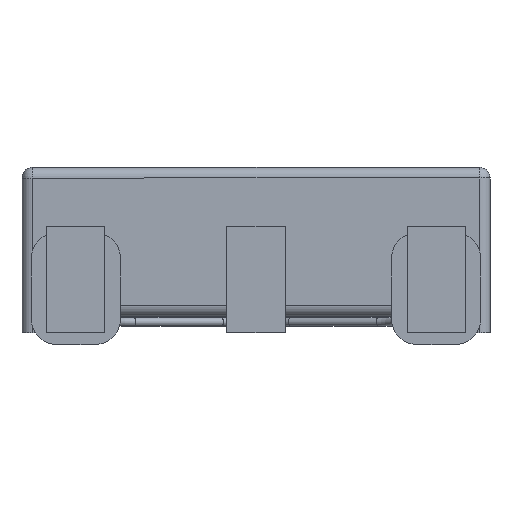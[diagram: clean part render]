
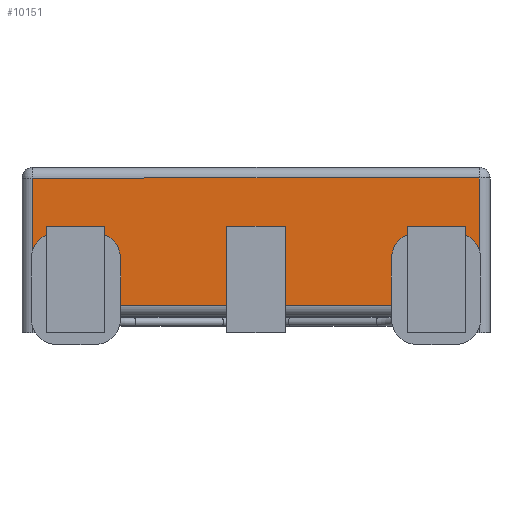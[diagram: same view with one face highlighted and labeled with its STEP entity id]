
A CAD part, front view. The second image highlights one B-rep face of the part: STEP entity #10151.
In plain terms, the highlighted face is planar.
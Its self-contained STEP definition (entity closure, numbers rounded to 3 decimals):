
#244=LINE('',#16644,#641);
#245=LINE('',#16648,#642);
#246=LINE('',#16650,#643);
#247=LINE('',#16652,#644);
#248=LINE('',#16656,#645);
#249=LINE('',#16660,#646);
#250=LINE('',#16662,#647);
#251=LINE('',#16664,#648);
#252=LINE('',#16668,#649);
#253=LINE('',#16672,#650);
#254=LINE('',#16674,#651);
#255=LINE('',#16676,#652);
#641=VECTOR('',#11713,1000.);
#642=VECTOR('',#11716,1000.);
#643=VECTOR('',#11717,1000.);
#644=VECTOR('',#11718,1000.);
#645=VECTOR('',#11721,1000.);
#646=VECTOR('',#11724,1000.);
#647=VECTOR('',#11725,1000.);
#648=VECTOR('',#11726,1000.);
#649=VECTOR('',#11729,1000.);
#650=VECTOR('',#11732,1000.);
#651=VECTOR('',#11733,1000.);
#652=VECTOR('',#11734,1000.);
#1025=PLANE('',#10729);
#1669=ORIENTED_EDGE('',*,*,#3425,.T.);
#1670=ORIENTED_EDGE('',*,*,#3426,.T.);
#1671=ORIENTED_EDGE('',*,*,#3427,.T.);
#1672=ORIENTED_EDGE('',*,*,#3428,.T.);
#1673=ORIENTED_EDGE('',*,*,#3429,.F.);
#1674=ORIENTED_EDGE('',*,*,#3430,.F.);
#1675=ORIENTED_EDGE('',*,*,#3431,.F.);
#1676=ORIENTED_EDGE('',*,*,#3432,.F.);
#1677=ORIENTED_EDGE('',*,*,#3433,.F.);
#1678=ORIENTED_EDGE('',*,*,#3434,.F.);
#1679=ORIENTED_EDGE('',*,*,#3435,.T.);
#1680=ORIENTED_EDGE('',*,*,#3436,.T.);
#1681=ORIENTED_EDGE('',*,*,#3437,.T.);
#1682=ORIENTED_EDGE('',*,*,#3438,.T.);
#1683=ORIENTED_EDGE('',*,*,#3439,.T.);
#1684=ORIENTED_EDGE('',*,*,#3440,.F.);
#1685=ORIENTED_EDGE('',*,*,#3441,.T.);
#1686=ORIENTED_EDGE('',*,*,#3442,.T.);
#3425=EDGE_CURVE('',#4354,#4355,#5021,.T.);
#3426=EDGE_CURVE('',#4355,#4356,#244,.T.);
#3427=EDGE_CURVE('',#4356,#4357,#5022,.T.);
#3428=EDGE_CURVE('',#4357,#4358,#245,.T.);
#3429=EDGE_CURVE('',#4359,#4358,#246,.T.);
#3430=EDGE_CURVE('',#4360,#4359,#247,.T.);
#3431=EDGE_CURVE('',#4361,#4360,#5023,.T.);
#3432=EDGE_CURVE('',#4362,#4361,#248,.T.);
#3433=EDGE_CURVE('',#4363,#4362,#5024,.T.);
#3434=EDGE_CURVE('',#4364,#4363,#249,.T.);
#3435=EDGE_CURVE('',#4364,#4365,#250,.T.);
#3436=EDGE_CURVE('',#4365,#4366,#251,.T.);
#3437=EDGE_CURVE('',#4366,#4367,#5025,.T.);
#3438=EDGE_CURVE('',#4367,#4368,#252,.T.);
#3439=EDGE_CURVE('',#4368,#4369,#5026,.T.);
#3440=EDGE_CURVE('',#4370,#4369,#253,.T.);
#3441=EDGE_CURVE('',#4370,#4371,#254,.T.);
#3442=EDGE_CURVE('',#4371,#4354,#255,.T.);
#4354=VERTEX_POINT('',#16642);
#4355=VERTEX_POINT('',#16643);
#4356=VERTEX_POINT('',#16645);
#4357=VERTEX_POINT('',#16647);
#4358=VERTEX_POINT('',#16649);
#4359=VERTEX_POINT('',#16651);
#4360=VERTEX_POINT('',#16653);
#4361=VERTEX_POINT('',#16655);
#4362=VERTEX_POINT('',#16657);
#4363=VERTEX_POINT('',#16659);
#4364=VERTEX_POINT('',#16661);
#4365=VERTEX_POINT('',#16663);
#4366=VERTEX_POINT('',#16665);
#4367=VERTEX_POINT('',#16667);
#4368=VERTEX_POINT('',#16669);
#4369=VERTEX_POINT('',#16671);
#4370=VERTEX_POINT('',#16673);
#4371=VERTEX_POINT('',#16675);
#5021=CIRCLE('',#10730,0.37);
#5022=CIRCLE('',#10731,0.37);
#5023=CIRCLE('',#10732,0.15);
#5024=CIRCLE('',#10733,0.15);
#5025=CIRCLE('',#10734,0.37);
#5026=CIRCLE('',#10735,0.37);
#5463=EDGE_LOOP('',(#1669,#1670,#1671,#1672,#1673,#1674,#1675,#1676,#1677,
#1678,#1679,#1680,#1681,#1682,#1683,#1684,#1685,#1686));
#6179=FACE_BOUND('',#5463,.T.);
#10151=ADVANCED_FACE('',(#6179),#1025,.T.);
#10729=AXIS2_PLACEMENT_3D('',#16640,#11709,#11710);
#10730=AXIS2_PLACEMENT_3D('',#16641,#11711,#11712);
#10731=AXIS2_PLACEMENT_3D('',#16646,#11714,#11715);
#10732=AXIS2_PLACEMENT_3D('',#16654,#11719,#11720);
#10733=AXIS2_PLACEMENT_3D('',#16658,#11722,#11723);
#10734=AXIS2_PLACEMENT_3D('',#16666,#11727,#11728);
#10735=AXIS2_PLACEMENT_3D('',#16670,#11730,#11731);
#11709=DIRECTION('',(1.,0.,0.));
#11710=DIRECTION('',(0.,0.,-1.));
#11711=DIRECTION('',(-1.,0.,0.));
#11712=DIRECTION('',(0.,1.,0.));
#11713=DIRECTION('',(0.,-1.,0.));
#11714=DIRECTION('',(-1.,0.,0.));
#11715=DIRECTION('',(0.,1.,0.));
#11716=DIRECTION('',(0.,0.,1.));
#11717=DIRECTION('',(0.,1.,0.));
#11718=DIRECTION('',(0.,0.,1.));
#11719=DIRECTION('',(1.,0.,0.));
#11720=DIRECTION('',(0.,0.,-1.));
#11721=DIRECTION('',(0.,1.,0.));
#11722=DIRECTION('',(1.,0.,0.));
#11723=DIRECTION('',(0.,0.,-1.));
#11724=DIRECTION('',(0.,0.,-1.));
#11725=DIRECTION('',(0.,-1.,0.));
#11726=DIRECTION('',(0.,0.,-1.));
#11727=DIRECTION('',(-1.,0.,0.));
#11728=DIRECTION('',(0.,-1.,0.));
#11729=DIRECTION('',(0.,-1.,0.));
#11730=DIRECTION('',(-1.,0.,0.));
#11731=DIRECTION('',(0.,1.,0.));
#11732=DIRECTION('',(0.,0.,1.));
#11733=DIRECTION('',(0.,1.,0.));
#11734=DIRECTION('',(0.,0.,1.));
#16640=CARTESIAN_POINT('',(3.,-3.3,-2.33));
#16641=CARTESIAN_POINT('',(3.,2.8,-1.04));
#16642=CARTESIAN_POINT('',(3.,3.15,-1.16));
#16643=CARTESIAN_POINT('',(3.,2.8,-1.41));
#16644=CARTESIAN_POINT('',(3.,2.8,-1.41));
#16645=CARTESIAN_POINT('',(3.,2.28,-1.41));
#16646=CARTESIAN_POINT('',(3.,2.28,-1.04));
#16647=CARTESIAN_POINT('',(3.,1.91,-1.04));
#16648=CARTESIAN_POINT('',(3.,1.91,-1.04));
#16649=CARTESIAN_POINT('',(3.,1.91,-0.38));
#16650=CARTESIAN_POINT('',(3.,0.41,-0.38));
#16651=CARTESIAN_POINT('',(3.,0.41,-0.38));
#16652=CARTESIAN_POINT('',(3.,0.41,-1.5));
#16653=CARTESIAN_POINT('',(3.,0.41,-1.04));
#16654=CARTESIAN_POINT('',(3.,0.26,-1.04));
#16655=CARTESIAN_POINT('',(3.,0.26,-1.19));
#16656=CARTESIAN_POINT('',(3.,-10.332,-1.19));
#16657=CARTESIAN_POINT('',(3.,-0.26,-1.19));
#16658=CARTESIAN_POINT('',(3.,-0.26,-1.04));
#16659=CARTESIAN_POINT('',(3.,-0.41,-1.04));
#16660=CARTESIAN_POINT('',(3.,-0.41,0.));
#16661=CARTESIAN_POINT('',(3.,-0.41,-0.38));
#16662=CARTESIAN_POINT('',(3.,-3.3,-0.38));
#16663=CARTESIAN_POINT('',(3.,-1.91,-0.38));
#16664=CARTESIAN_POINT('',(3.,-1.91,-0.2));
#16665=CARTESIAN_POINT('',(3.,-1.91,-1.04));
#16666=CARTESIAN_POINT('',(3.,-2.28,-1.04));
#16667=CARTESIAN_POINT('',(3.,-2.28,-1.41));
#16668=CARTESIAN_POINT('',(3.,-2.28,-1.41));
#16669=CARTESIAN_POINT('',(3.,-2.8,-1.41));
#16670=CARTESIAN_POINT('',(3.,-2.8,-1.04));
#16671=CARTESIAN_POINT('',(3.,-3.15,-1.16));
#16672=CARTESIAN_POINT('',(3.,-3.15,-2.33));
#16673=CARTESIAN_POINT('',(3.,-3.15,-2.18));
#16674=CARTESIAN_POINT('',(3.,3.3,-2.18));
#16675=CARTESIAN_POINT('',(3.,3.15,-2.18));
#16676=CARTESIAN_POINT('',(3.,3.15,-2.33));
